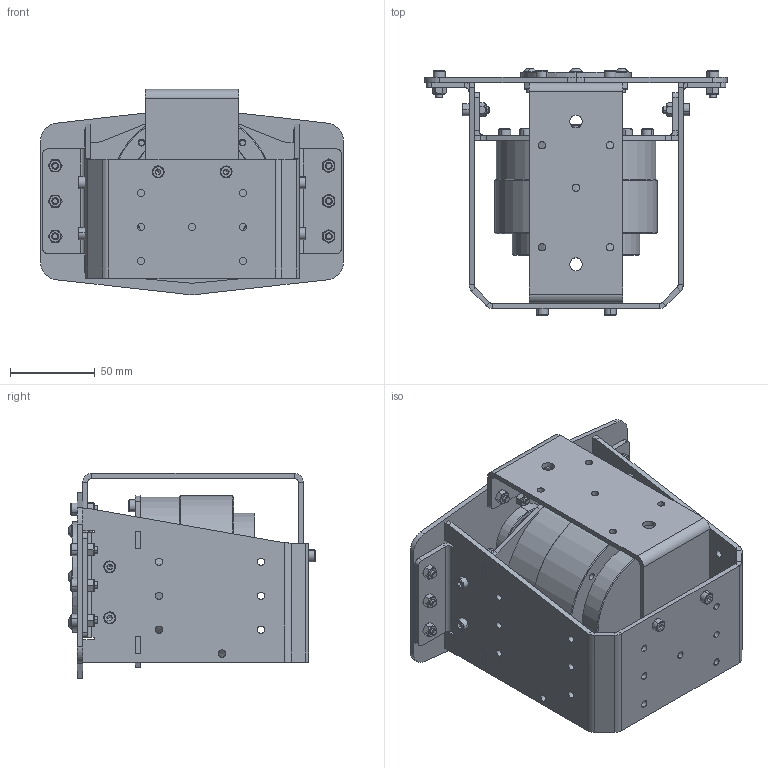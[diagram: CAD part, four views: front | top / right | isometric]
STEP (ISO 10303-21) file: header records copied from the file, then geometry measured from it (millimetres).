
FILE_DESCRIPTION (( 'STEP AP214' ), '1' );
FILE_NAME ('roll_assem_comp.STEP', '2025-06-12T08:03:32', ( '' ), ( '' ), 'SwSTEP 2.0', 'SolidWorks 2024', '' );
FILE_SCHEMA (( 'AUTOMOTIVE_DESIGN' ));
Length unit declared in the file: millimetre
Products named in the file (30): roll_assem_comp; BLKS-SM006-roll_u_plate; BLKS-SM005-roll_plate; skf_bearing_6002-2rsh_2_05; skf_bearing_6003-2rsh_2_01; motor_shaft; BLKS-P006-roll_motor_spacer; skf_bearing_6003-2rsh_2_03; skf_bearing_6002-2rsh_2_02; BLKS-SM007-roll_support_plate; skf_bearing_6003-2rsh_2_05; skf_bearing_6002-2rsh_2_03; BLKS-SM008-jockey_plate; skf_bearing_6003-2rsh_2_04; a_17_unstressed; BLKS-M006-roll_bearing_6002; skf_bearing_6002-2rsh_2; socket head cap screw_am_B18.3.1M - 4 x 0.7 x 12 Hex SHCS -- 12NHX; skf_bearing_6002-2rsh_2_01; skf_bearing_6003-2rsh_2; socket button head cap screw_am_B18.3.4M - 4 x 0.7 x 16 SBHCS --N; skf_bearing_6002-2rsh_2_04; motor_assem; BLKS-M007-roll_motor_couple; skf_bearing_6003-2rsh_2_02; prevailing torque hex nut_am_AM-M4-N; motor_back_case; BLKS-M005-roll_bearing_6003; socket button head cap screw_am_B18.3.4M - 4 x 0.7 x 12 SBHCS --N; socket head cap screw_am_B18.3.1M - 4 x 0.7 x 35 Hex SHCS -- 20NHX
Assembly tree (79 placements, depth 3):
  roll_assem_comp
    BLKS-SM005-roll_plate
    BLKS-M005-roll_bearing_6003
    skf_bearing_6003-2rsh_2
      skf_bearing_6003-2rsh_2_01
      skf_bearing_6003-2rsh_2_02
      skf_bearing_6003-2rsh_2_03
      skf_bearing_6003-2rsh_2_04
      skf_bearing_6003-2rsh_2_05
    socket button head cap screw_am_B18.3.4M - 4 x 0.7 x 12 SBHCS --N  x8
    prevailing torque hex nut_am_AM-M4-N  x22
    BLKS-SM006-roll_u_plate
    socket head cap screw_am_B18.3.1M - 4 x 0.7 x 12 Hex SHCS -- 12NHX  x14
    BLKS-SM007-roll_support_plate
    BLKS-M006-roll_bearing_6002
    skf_bearing_6002-2rsh_2
      skf_bearing_6002-2rsh_2_01
      skf_bearing_6002-2rsh_2_02
      skf_bearing_6002-2rsh_2_03
      skf_bearing_6002-2rsh_2_04
      skf_bearing_6002-2rsh_2_05
    BLKS-SM008-jockey_plate
    motor_assem
      motor_back_case
      motor_shaft
    BLKS-M007-roll_motor_couple
    socket button head cap screw_am_B18.3.4M - 4 x 0.7 x 16 SBHCS --N  x3
    socket head cap screw_am_B18.3.1M - 4 x 0.7 x 35 Hex SHCS -- 20NHX  x8
    BLKS-P006-roll_motor_spacer
    a_17_unstressed
Bounding box: 178 x 145.2 x 120.79 mm (x, y, z)
Volume: 598230.1 mm3; surface area: 261771 mm2
Topology: 76 solids, 76 shells, 2260 faces, 5320 edges, 3230 vertices
Faces by surface type: plane 901, cylinder 611, cone 520, torus 166, sphere 60, bspline 2
Entity records: 31243 total; most frequent: DIRECTION 5623, CARTESIAN_POINT 5549, ORIENTED_EDGE 4766, EDGE_CURVE 2383, AXIS2_PLACEMENT_3D 2284, VERTEX_POINT 1526, EDGE_LOOP 1301, CIRCLE 1228
